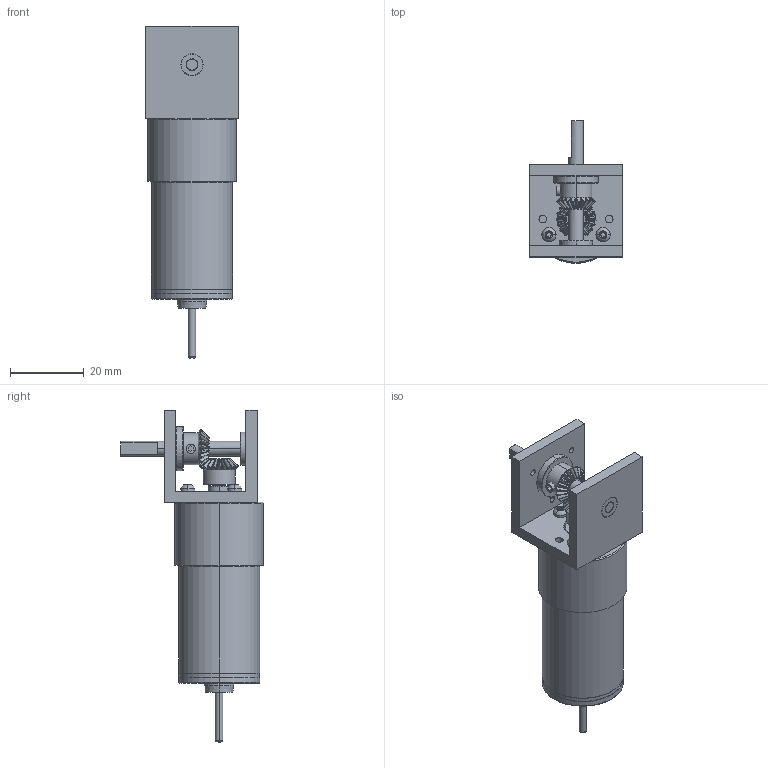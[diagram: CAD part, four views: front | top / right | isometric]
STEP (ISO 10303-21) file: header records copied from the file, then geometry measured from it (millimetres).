
FILE_DESCRIPTION (( 'STEP AP214' ), '1' );
FILE_NAME ('21729~0.STEP', '2019-03-19T10:17:09', ( '' ), ( '' ), 'SwSTEP 2.0', 'SolidWorks 2018', '' );
FILE_SCHEMA (( 'AUTOMOTIVE_DESIGN' ));
Length unit declared in the file: millimetre
Products named in the file (11): 21729~0; 21732_Kegelrad_2~1_Erste referenzierte Kopie; 21731_Kegelrad_1~0_Erste referenzierte Kopie; ISO7380~n_M02,0x008; 21754~0; 21755~0; 21730~2; DIN913~n_M02,5x04; 21753~0; 21751~1; 21733~0
Assembly tree (13 placements, depth 2):
  21729~0
    21730~2
    21733~0
    21755~0
    21751~1
    21731_Kegelrad_1~0_Erste referenzierte Kopie
    21732_Kegelrad_2~1_Erste referenzierte Kopie
    21753~0
    21754~0
    DIN913~n_M02,5x04  x2
    ISO7380~n_M02,0x008  x3
Bounding box: 25 x 38.7 x 90.1 mm (x, y, z)
Volume: 26631.5 mm3; surface area: 11889.9 mm2
Topology: 13 solids, 13 shells, 536 faces, 1401 edges, 909 vertices
Faces by surface type: bspline 200, cylinder 147, cone 99, plane 74, torus 16
Entity records: 18976 total; most frequent: CARTESIAN_POINT 7989, ORIENTED_EDGE 2450, DIRECTION 1630, EDGE_CURVE 1225, VERTEX_POINT 799, AXIS2_PLACEMENT_3D 630, EDGE_LOOP 518, FACE_OUTER_BOUND 465
